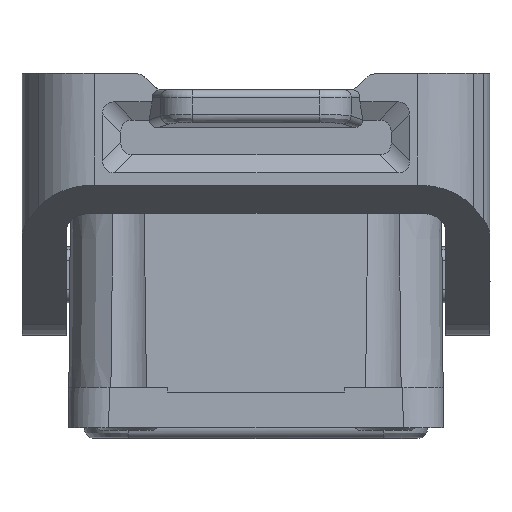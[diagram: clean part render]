
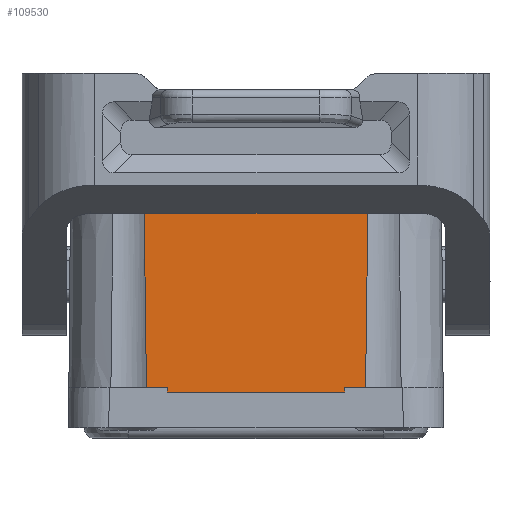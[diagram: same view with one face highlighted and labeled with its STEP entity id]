
A CAD part, left-side view. The second image highlights one B-rep face of the part: STEP entity #109530.
In plain terms, the highlighted face is planar.
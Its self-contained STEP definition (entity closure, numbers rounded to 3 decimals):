
#72850=CARTESIAN_POINT('',(11.945,1.6,11.));
#72860=VERTEX_POINT('',#72850);
#72890=CARTESIAN_POINT('',(11.959,0.,11.));
#72900=DIRECTION('',(0.009,-1.,
0.));
#72910=VECTOR('',#72900,1.);
#72920=LINE('',#72890,#72910);
#72930=CARTESIAN_POINT('',(11.951,1.,11.));
#72940=VERTEX_POINT('',#72930);
#72950=EDGE_CURVE('',#72860,#72940,#72920,.T.);
#79630=CARTESIAN_POINT('',(11.951,1.,-11.));
#79640=VERTEX_POINT('',#79630);
#79740=CARTESIAN_POINT('',(11.951,1.,0.));
#79750=DIRECTION('',(0.,0.,1.));
#79760=VECTOR('',#79750,1.);
#79770=LINE('',#79740,#79760);
#79780=EDGE_CURVE('',#79640,#72940,#79770,.T.);
#80610=CARTESIAN_POINT('',(15.253,23.6,16.));
#80620=DIRECTION('',(0.,1.,0.));
#80630=DIRECTION('',(1.,0.,0.));
#80640=AXIS2_PLACEMENT_3D('',#80610,#80620,#80630);
#80650=CYLINDRICAL_SURFACE('',#80640,4.1);
#108710=CARTESIAN_POINT('',(11.753,23.6,
0.));
#108720=DIRECTION('',(1.,0.009,
0.));
#108730=DIRECTION('',(0.,0.,-1.));
#108740=AXIS2_PLACEMENT_3D('',#108710,#108720,#108730);
#108750=PLANE('',#108740);
#108760=ORIENTED_EDGE('',*,*,#72950,.T.);
#108770=CARTESIAN_POINT('',(11.945,1.6,0.));
#108780=DIRECTION('',(0.,0.,1.));
#108790=VECTOR('',#108780,1.);
#108800=LINE('',#108770,#108790);
#108810=CARTESIAN_POINT('',(11.945,1.6,13.578))
;
#108820=VERTEX_POINT('',#108810);
#108830=EDGE_CURVE('',#72860,#108820,#108800,.T.);
#108840=ORIENTED_EDGE('',*,*,#108830,.F.);
#108850=CARTESIAN_POINT('',(11.945,1.6,
13.578));
#108860=CARTESIAN_POINT('',(11.929,3.433,
13.6));
#108870=CARTESIAN_POINT('',(11.913,5.266,
13.622));
#108880=CARTESIAN_POINT('',(11.898,7.099,
13.645));
#108890=CARTESIAN_POINT('',(11.882,8.932,
13.668));
#108900=CARTESIAN_POINT('',(11.866,10.766,
13.691));
#108910=CARTESIAN_POINT('',(11.85,12.599,
13.715));
#108920=CARTESIAN_POINT('',(11.834,14.432,
13.738));
#108930=CARTESIAN_POINT('',(11.818,16.266,
13.763));
#108940=CARTESIAN_POINT('',(11.802,18.099,
13.788));
#108950=CARTESIAN_POINT('',(11.786,19.933,
13.813));
#108960=CARTESIAN_POINT('',(11.77,21.767,
13.838));
#108970=CARTESIAN_POINT('',(11.753,23.6,
13.865));
#108980=B_SPLINE_CURVE_WITH_KNOTS('',3,(#108850,#108860,#108870,#108880,
#108890,#108900,#108910,#108920,#108930,#108940,#108950,#108960,#108970)
,.UNSPECIFIED.,.F.,.F.,(4,3,3,3,4),(0.,5.499,11.,
16.501,22.003),.UNSPECIFIED.);
#108990=SURFACE_CURVE('',#108980,(#108750,#80650),.CURVE_3D.);
#109000=CARTESIAN_POINT('',(11.753,23.6,13.865))
;
#109010=VERTEX_POINT('',#109000);
#109020=EDGE_CURVE('',#108820,#109010,#108990,.T.);
#109030=ORIENTED_EDGE('',*,*,#109020,.F.);
#109040=CARTESIAN_POINT('',(11.753,23.6,
0.));
#109050=DIRECTION('',(0.,0.,1.));
#109060=VECTOR('',#109050,1.);
#109070=LINE('',#109040,#109060);
#109080=CARTESIAN_POINT('',(11.753,23.6,
-13.865));
#109090=VERTEX_POINT('',#109080);
#109100=EDGE_CURVE('',#109090,#109010,#109070,.T.);
#109110=ORIENTED_EDGE('',*,*,#109100,.T.);
#109120=CARTESIAN_POINT('',(15.253,23.6,-16.));
#109130=DIRECTION('',(0.,1.,0.));
#109140=DIRECTION('',(1.,0.,0.));
#109150=AXIS2_PLACEMENT_3D('',#109120,#109130,#109140);
#109160=CYLINDRICAL_SURFACE('',#109150,4.1);
#109170=CARTESIAN_POINT('',(11.753,23.6,
-13.865));
#109180=CARTESIAN_POINT('',(11.77,21.767,
-13.838));
#109190=CARTESIAN_POINT('',(11.786,19.933,
-13.813));
#109200=CARTESIAN_POINT('',(11.802,18.099,
-13.788));
#109210=CARTESIAN_POINT('',(11.818,16.266,
-13.763));
#109220=CARTESIAN_POINT('',(11.834,14.432,
-13.738));
#109230=CARTESIAN_POINT('',(11.85,12.599,
-13.715));
#109240=CARTESIAN_POINT('',(11.866,10.766,
-13.691));
#109250=CARTESIAN_POINT('',(11.882,8.932,
-13.668));
#109260=CARTESIAN_POINT('',(11.898,7.099,
-13.645));
#109270=CARTESIAN_POINT('',(11.913,5.266,
-13.622));
#109280=CARTESIAN_POINT('',(11.929,3.433,
-13.6));
#109290=CARTESIAN_POINT('',(11.945,1.6,
-13.578));
#109300=B_SPLINE_CURVE_WITH_KNOTS('',3,(#109170,#109180,#109190,#109200,
#109210,#109220,#109230,#109240,#109250,#109260,#109270,#109280,#109290)
,.UNSPECIFIED.,.F.,.F.,(4,3,3,3,4),(0.,5.502,11.003
,16.503,22.003),.UNSPECIFIED.);
#109310=SURFACE_CURVE('',#109300,(#108750,#109160),.CURVE_3D.);
#109320=CARTESIAN_POINT('',(11.945,1.6,
-13.578));
#109330=VERTEX_POINT('',#109320);
#109340=EDGE_CURVE('',#109090,#109330,#109310,.T.);
#109350=ORIENTED_EDGE('',*,*,#109340,.F.);
#109360=CARTESIAN_POINT('',(11.945,1.6,0.));
#109370=DIRECTION('',(0.,0.,1.));
#109380=VECTOR('',#109370,1.);
#109390=LINE('',#109360,#109380);
#109400=CARTESIAN_POINT('',(11.945,1.6,-11.));
#109410=VERTEX_POINT('',#109400);
#109420=EDGE_CURVE('',#109330,#109410,#109390,.T.);
#109430=ORIENTED_EDGE('',*,*,#109420,.F.);
#109440=CARTESIAN_POINT('',(11.959,0.,-11.));
#109450=DIRECTION('',(0.009,-1.,
0.));
#109460=VECTOR('',#109450,1.);
#109470=LINE('',#109440,#109460);
#109480=EDGE_CURVE('',#109410,#79640,#109470,.T.);
#109490=ORIENTED_EDGE('',*,*,#109480,.F.);
#109500=ORIENTED_EDGE('',*,*,#79780,.F.);
#109510=EDGE_LOOP('',(#109500,#109490,#109430,#109350,#109110,#109030,
#108840,#108760));
#109520=FACE_OUTER_BOUND('',#109510,.T.);
#109530=ADVANCED_FACE('',(#109520),#108750,.T.);
